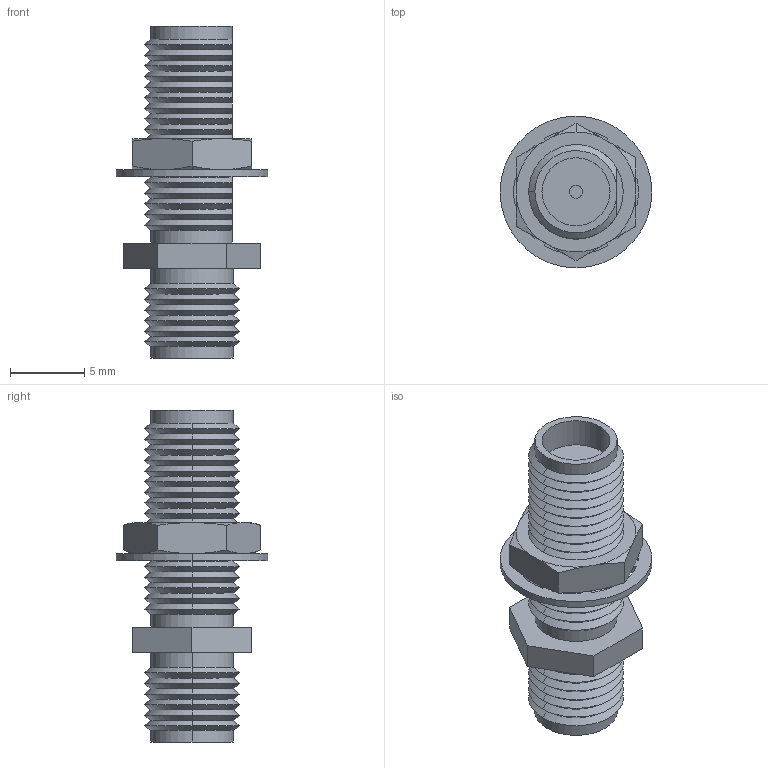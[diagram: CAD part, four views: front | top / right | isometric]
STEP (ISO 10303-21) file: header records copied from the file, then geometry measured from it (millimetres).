
FILE_DESCRIPTION (( 'STEP AP214' ), '1' );
FILE_NAME ('AXA-SFSFB.STEP', '2019-04-12T16:48:29', ( '' ), ( '' ), 'SwSTEP 2.0', 'SolidWorks 2018', '' );
FILE_SCHEMA (( 'AUTOMOTIVE_DESIGN' ));
Length unit declared in the file: inch
Products named in the file (4): AXA-SFSFB-MA3; AXA-SFSFB-MA2; AXA-SFSFB; AXA-SFSFB-MA1
Assembly tree (3 placements, depth 2):
  AXA-SFSFB
    AXA-SFSFB-MA1
    AXA-SFSFB-MA2
    AXA-SFSFB-MA3
Bounding box: 10.19 x 10.19 x 22.3 mm (x, y, z)
Volume: 639.3 mm3; surface area: 1009.8 mm2
Topology: 3 solids, 3 shells, 171 faces, 448 edges, 289 vertices
Faces by surface type: cone 87, plane 55, cylinder 29
Entity records: 6000 total; most frequent: CARTESIAN_POINT 1356, ORIENTED_EDGE 896, DIRECTION 872, EDGE_CURVE 448, AXIS2_PLACEMENT_3D 337, VERTEX_POINT 289, VECTOR 198, LINE 198
